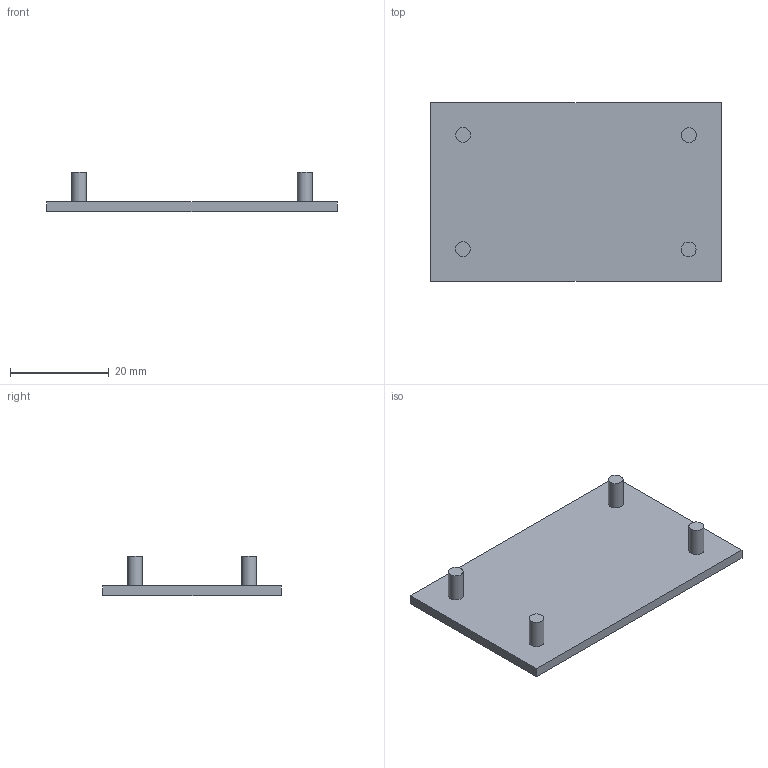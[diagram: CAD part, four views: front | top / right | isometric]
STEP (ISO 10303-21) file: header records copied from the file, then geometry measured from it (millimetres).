
FILE_DESCRIPTION(('Body'),'2;1');
FILE_NAME('Body','2025-07-09T19:47:39',('An Author'),('A Company'), 'Open CASCADE STEP processor 7.8','Dune 3D','Unknown');
FILE_SCHEMA(('AUTOMOTIVE_DESIGN { 1 0 10303 214 1 1 1 1 }'));
Length unit declared in the file: millimetre
Products named in the file (2): PCA; PCB
Assembly tree (1 placements, depth 2):
  PCA
    PCB
Bounding box: 58.83 x 36.23 x 8 mm (x, y, z)
Volume: 4432.1 mm3; surface area: 4868.9 mm2
Topology: 1 solids, 1 shells, 18 faces, 28 edges, 20 vertices
Faces by surface type: plane 14, cylinder 4
Full cylindrical faces by diameter (mm): 3 x4
Entity records: 820 total; most frequent: CARTESIAN_POINT 148, DIRECTION 132, ORIENTED_EDGE 56, LINE 56, VECTOR 56, PCURVE 56, DEFINITIONAL_REPRESENTATION 56, AXIS2_PLACEMENT_3D 32
